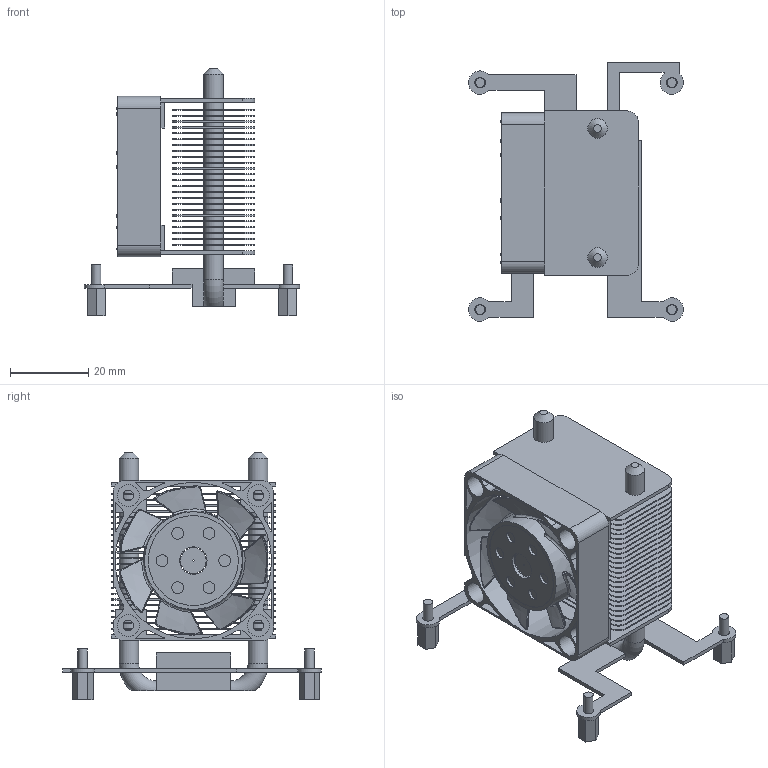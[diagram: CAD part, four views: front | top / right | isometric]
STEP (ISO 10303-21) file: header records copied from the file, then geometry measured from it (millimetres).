
FILE_DESCRIPTION(/* description */ (''),/* implementation_level */ '2;1');
FILE_NAME(/* name */ 'Pi52 ICE Tower RPi5.step',/* time_stamp */ '2023-11-25T09:36:11+01:00',/* author */ (''),/* organization */ (''),/* preprocessor_version */ 'ST-DEVELOPER v20',/* originating_system */ 'Autodesk Translation Framework v12.14.0.127',/* authorisation */ '');
FILE_SCHEMA (('AUTOMOTIVE_DESIGN { 1 0 10303 214 3 1 1 }'));
Length unit declared in the file: millimetre
Products named in the file (3): Pi52 ICE Tower RPi5; Fan 40mm; FAN
Assembly tree (2 placements, depth 3):
  Pi52 ICE Tower RPi5
    Fan 40mm
      FAN
Bounding box: 55 x 66.1 x 63.3 mm (x, y, z)
Volume: 22843.8 mm3; surface area: 64218.7 mm2
Topology: 37 solids, 37 shells, 653 faces, 1631 edges, 1054 vertices
Faces by surface type: plane 300, cylinder 229, bspline 119, cone 3, torus 2
Full cylindrical faces by diameter (mm): 2.075 x4, 2.43 x4, 2.7 x8, 3 x6, 5 x54, 5.6 x4, 7 x1, 22.5 x1, 23 x2, 40 x1
Entity records: 28945 total; most frequent: CARTESIAN_POINT 13233, ORIENTED_EDGE 3234, DIRECTION 3033, EDGE_CURVE 1617, AXIS2_PLACEMENT_3D 1077, VERTEX_POINT 1054, LINE 879, VECTOR 879
